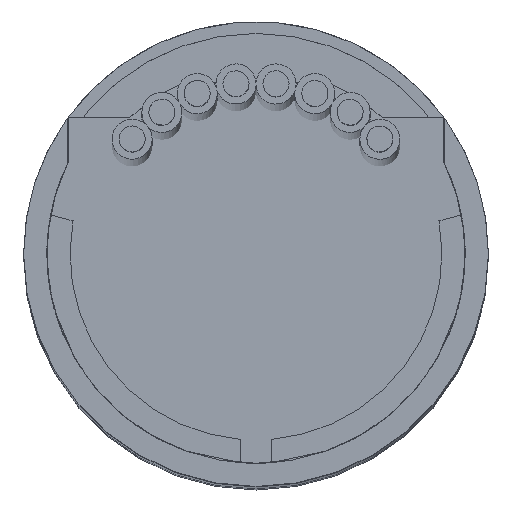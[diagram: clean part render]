
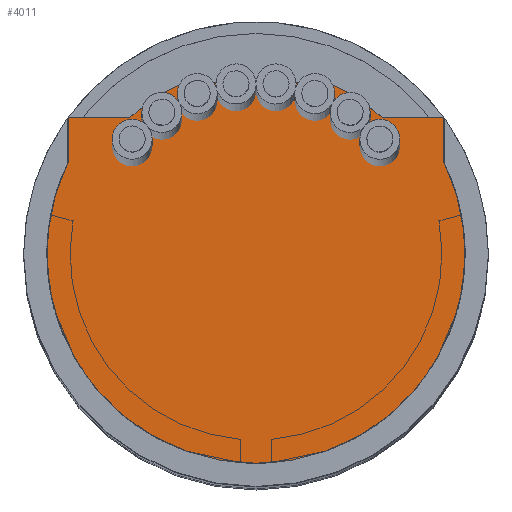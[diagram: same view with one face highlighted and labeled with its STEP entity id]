
A CAD part, top view. The second image highlights one B-rep face of the part: STEP entity #4011.
In plain terms, the highlighted planar face has unit normal (0, 0, 1).
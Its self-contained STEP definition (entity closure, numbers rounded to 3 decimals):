
#31 = VERTEX_POINT ( 'NONE', #7354 ) ;
#85 = ORIENTED_EDGE ( 'NONE', *, *, #2932, .F. ) ;
#134 = CARTESIAN_POINT ( 'NONE',  ( -15.77, -14.08, -48.001 ) ) ;
#176 = DIRECTION ( 'NONE',  ( 0., 0., -1. ) ) ;
#229 = DIRECTION ( 'NONE',  ( -1., 0., 0. ) ) ;
#333 = DIRECTION ( 'NONE',  ( 0., -1., 0. ) ) ;
#481 = EDGE_CURVE ( 'NONE', #31, #2692, #1360, .T. ) ;
#489 = CARTESIAN_POINT ( 'NONE',  ( -15.77, -14.08, -48.001 ) ) ;
#495 = VERTEX_POINT ( 'NONE', #4525 ) ;
#615 = LINE ( 'NONE', #7479, #4059 ) ;
#718 = DIRECTION ( 'NONE',  ( 0., 0., -1. ) ) ;
#760 = CARTESIAN_POINT ( 'NONE',  ( -9.32, -9.381, -48.001 ) ) ;
#801 = VERTEX_POINT ( 'NONE', #3750 ) ;
#860 = CIRCLE ( 'NONE', #2343, 7.2 ) ;
#947 = CARTESIAN_POINT ( 'NONE',  ( -15.77, -14.08, -48.001 ) ) ;
#983 = ORIENTED_EDGE ( 'NONE', *, *, #7066, .F. ) ;
#1055 = DIRECTION ( 'NONE',  ( -1., 0., 0. ) ) ;
#1360 = LINE ( 'NONE', #3957, #2897 ) ;
#1368 = FACE_OUTER_BOUND ( 'NONE', #4670, .T. ) ;
#1524 = DIRECTION ( 'NONE',  ( -1., 0., 0. ) ) ;
#1654 = VERTEX_POINT ( 'NONE', #4307 ) ;
#1740 = ORIENTED_EDGE ( 'NONE', *, *, #3435, .F. ) ;
#1913 = ORIENTED_EDGE ( 'NONE', *, *, #7421, .F. ) ;
#1983 = EDGE_CURVE ( 'NONE', #7024, #495, #5054, .T. ) ;
#2258 = CIRCLE ( 'NONE', #5509, 7.2 ) ;
#2343 = AXIS2_PLACEMENT_3D ( 'NONE', #4183, #718, #4757 ) ;
#2546 = DIRECTION ( 'NONE',  ( 1., 0., 0. ) ) ;
#2607 = VERTEX_POINT ( 'NONE', #3452 ) ;
#2626 = ORIENTED_EDGE ( 'NONE', *, *, #5160, .F. ) ;
#2692 = VERTEX_POINT ( 'NONE', #4191 ) ;
#2693 = AXIS2_PLACEMENT_3D ( 'NONE', #489, #4520, #1055 ) ;
#2871 = CARTESIAN_POINT ( 'NONE',  ( -15.77, -14.08, -48.001 ) ) ;
#2897 = VECTOR ( 'NONE', #5106, 1000. ) ;
#2904 = DIRECTION ( 'NONE',  ( 0., 0., -1. ) ) ;
#2932 = EDGE_CURVE ( 'NONE', #3951, #6164, #6509, .T. ) ;
#3435 = EDGE_CURVE ( 'NONE', #1654, #2607, #2258, .T. ) ;
#3443 = DIRECTION ( 'NONE',  ( 1., 0., 0. ) ) ;
#3452 = CARTESIAN_POINT ( 'NONE',  ( -8.57, -14.08, -48.001 ) ) ;
#3750 = CARTESIAN_POINT ( 'NONE',  ( -22.97, -14.08, -48.001 ) ) ;
#3784 = CARTESIAN_POINT ( 'NONE',  ( -9.32, -14.08, -48.001 ) ) ;
#3951 = VERTEX_POINT ( 'NONE', #6841 ) ;
#3957 = CARTESIAN_POINT ( 'NONE',  ( -22.22, -14.08, -48.001 ) ) ;
#4011 = ADVANCED_FACE ( 'NONE', ( #1368 ), #7486, .F. ) ;
#4047 = DIRECTION ( 'NONE',  ( -1., 0., 0. ) ) ;
#4059 = VECTOR ( 'NONE', #3443, 1000. ) ;
#4118 = VECTOR ( 'NONE', #7200, 1000. ) ;
#4183 = CARTESIAN_POINT ( 'NONE',  ( -15.77, -14.08, -48.001 ) ) ;
#4190 = EDGE_CURVE ( 'NONE', #6164, #7024, #4971, .T. ) ;
#4191 = CARTESIAN_POINT ( 'NONE',  ( -22.22, -9.381, -48.001 ) ) ;
#4285 = VECTOR ( 'NONE', #2546, 1000. ) ;
#4307 = CARTESIAN_POINT ( 'NONE',  ( -9.32, -10.881, -48.001 ) ) ;
#4384 = ORIENTED_EDGE ( 'NONE', *, *, #4450, .F. ) ;
#4450 = EDGE_CURVE ( 'NONE', #2692, #3951, #615, .T. ) ;
#4520 = DIRECTION ( 'NONE',  ( 0., 0., -1. ) ) ;
#4525 = CARTESIAN_POINT ( 'NONE',  ( -11.426, -9.381, -48.001 ) ) ;
#4612 = AXIS2_PLACEMENT_3D ( 'NONE', #6362, #2904, #6934 ) ;
#4670 = EDGE_LOOP ( 'NONE', ( #4903, #5997, #1913, #1740, #2626, #983, #5758, #6125, #85, #4384 ) ) ;
#4757 = DIRECTION ( 'NONE',  ( -1., 0., 0. ) ) ;
#4837 = CARTESIAN_POINT ( 'NONE',  ( -13.29, -8.18, -48.001 ) ) ;
#4903 = ORIENTED_EDGE ( 'NONE', *, *, #481, .F. ) ;
#4971 = LINE ( 'NONE', #5983, #4285 ) ;
#4990 = DIRECTION ( 'NONE',  ( 0., 0., -1. ) ) ;
#5033 = VERTEX_POINT ( 'NONE', #760 ) ;
#5054 = CIRCLE ( 'NONE', #5732, 6.4 ) ;
#5106 = DIRECTION ( 'NONE',  ( 0., 1., 0. ) ) ;
#5160 = EDGE_CURVE ( 'NONE', #5033, #1654, #7364, .T. ) ;
#5394 = AXIS2_PLACEMENT_3D ( 'NONE', #2871, #7463, #4047 ) ;
#5509 = AXIS2_PLACEMENT_3D ( 'NONE', #947, #4990, #1524 ) ;
#5641 = LINE ( 'NONE', #6618, #4118 ) ;
#5732 = AXIS2_PLACEMENT_3D ( 'NONE', #134, #176, #229 ) ;
#5758 = ORIENTED_EDGE ( 'NONE', *, *, #1983, .F. ) ;
#5856 = VECTOR ( 'NONE', #333, 1000. ) ;
#5983 = CARTESIAN_POINT ( 'NONE',  ( -15.77, -8.18, -48.001 ) ) ;
#5997 = ORIENTED_EDGE ( 'NONE', *, *, #6574, .F. ) ;
#6058 = CARTESIAN_POINT ( 'NONE',  ( -18.25, -8.18, -48.001 ) ) ;
#6125 = ORIENTED_EDGE ( 'NONE', *, *, #4190, .F. ) ;
#6164 = VERTEX_POINT ( 'NONE', #6058 ) ;
#6362 = CARTESIAN_POINT ( 'NONE',  ( -15.77, -14.08, -48.001 ) ) ;
#6509 = CIRCLE ( 'NONE', #2693, 6.4 ) ;
#6574 = EDGE_CURVE ( 'NONE', #801, #31, #860, .T. ) ;
#6618 = CARTESIAN_POINT ( 'NONE',  ( -15.77, -9.381, -48.001 ) ) ;
#6841 = CARTESIAN_POINT ( 'NONE',  ( -20.114, -9.381, -48.001 ) ) ;
#6934 = DIRECTION ( 'NONE',  ( -1., 0., 0. ) ) ;
#7024 = VERTEX_POINT ( 'NONE', #4837 ) ;
#7066 = EDGE_CURVE ( 'NONE', #495, #5033, #5641, .T. ) ;
#7200 = DIRECTION ( 'NONE',  ( 1., 0., 0. ) ) ;
#7260 = CIRCLE ( 'NONE', #4612, 7.2 ) ;
#7354 = CARTESIAN_POINT ( 'NONE',  ( -22.22, -10.881, -48.001 ) ) ;
#7364 = LINE ( 'NONE', #3784, #5856 ) ;
#7421 = EDGE_CURVE ( 'NONE', #2607, #801, #7260, .T. ) ;
#7463 = DIRECTION ( 'NONE',  ( 0., 0., -1. ) ) ;
#7479 = CARTESIAN_POINT ( 'NONE',  ( -15.77, -9.381, -48.001 ) ) ;
#7486 = PLANE ( 'NONE',  #5394 ) ;
